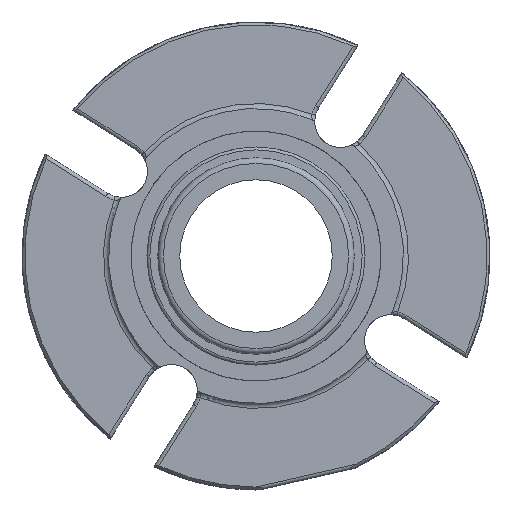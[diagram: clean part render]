
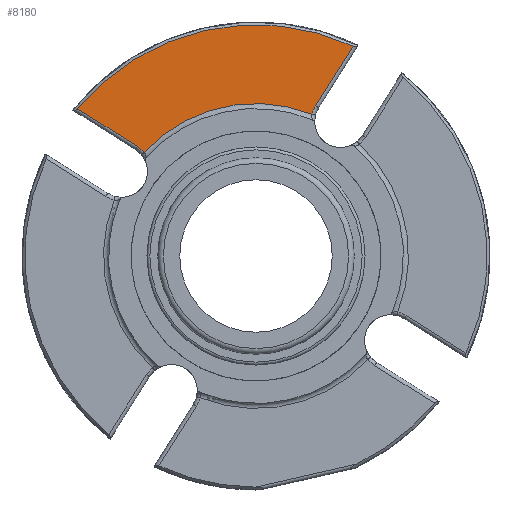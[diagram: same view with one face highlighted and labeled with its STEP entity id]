
A CAD part, left-side view. The second image highlights one B-rep face of the part: STEP entity #8180.
In plain terms, the highlighted planar face has unit normal (-1, 0, 0).
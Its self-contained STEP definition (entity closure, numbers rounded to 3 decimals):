
#937=LINE('',#15824,#1426);
#976=LINE('',#16132,#1465);
#1426=VECTOR('',#10193,1000.);
#1465=VECTOR('',#10370,1000.);
#1704=PLANE('',#8800);
#3181=ORIENTED_EDGE('',*,*,#4938,.T.);
#3182=ORIENTED_EDGE('',*,*,#4932,.F.);
#3183=ORIENTED_EDGE('',*,*,#5042,.T.);
#3184=ORIENTED_EDGE('',*,*,#5043,.T.);
#3185=ORIENTED_EDGE('',*,*,#5044,.T.);
#3186=ORIENTED_EDGE('',*,*,#5045,.T.);
#4932=EDGE_CURVE('',#5941,#5942,#6405,.T.);
#4938=EDGE_CURVE('',#5947,#5942,#937,.F.);
#5042=EDGE_CURVE('',#5941,#6016,#976,.F.);
#5043=EDGE_CURVE('',#6016,#6017,#6447,.F.);
#5044=EDGE_CURVE('',#6017,#6018,#6448,.F.);
#5045=EDGE_CURVE('',#6018,#5947,#6449,.F.);
#5941=VERTEX_POINT('',#15801);
#5942=VERTEX_POINT('',#15802);
#5947=VERTEX_POINT('',#15825);
#6016=VERTEX_POINT('',#16131);
#6017=VERTEX_POINT('',#16135);
#6018=VERTEX_POINT('',#16137);
#6405=CIRCLE('',#8728,62.611);
#6447=CIRCLE('',#8801,8.);
#6448=CIRCLE('',#8802,41.3);
#6449=CIRCLE('',#8803,8.);
#6927=EDGE_LOOP('',(#3181,#3182,#3183,#3184,#3185,#3186));
#7490=FACE_BOUND('',#6927,.T.);
#8180=ADVANCED_FACE('',(#7490),#1704,.T.);
#8728=AXIS2_PLACEMENT_3D('',#15800,#10186,#10187);
#8800=AXIS2_PLACEMENT_3D('',#16133,#10371,#10372);
#8801=AXIS2_PLACEMENT_3D('',#16134,#10373,#10374);
#8802=AXIS2_PLACEMENT_3D('',#16136,#10375,#10376);
#8803=AXIS2_PLACEMENT_3D('',#16138,#10377,#10378);
#10186=DIRECTION('',(1.,0.,0.));
#10187=DIRECTION('',(0.,-0.975,0.222));
#10193=DIRECTION('',(0.,0.533,-0.846));
#10370=DIRECTION('',(0.,0.846,0.533));
#10371=DIRECTION('',(-1.,0.,0.));
#10372=DIRECTION('',(0.,-0.222,-0.975));
#10373=DIRECTION('',(-1.,0.,0.));
#10374=DIRECTION('',(0.,-0.222,-0.975));
#10375=DIRECTION('',(-1.,0.,0.));
#10376=DIRECTION('',(0.,-0.222,-0.975));
#10377=DIRECTION('',(-1.,0.,0.));
#10378=DIRECTION('',(0.,-0.222,-0.975));
#15800=CARTESIAN_POINT('',(-8.103,0.,0.));
#15801=CARTESIAN_POINT('',(-8.103,48.295,39.846));
#15802=CARTESIAN_POINT('',(-8.103,-26.305,56.817));
#15824=CARTESIAN_POINT('',(-8.103,-27.382,58.528));
#15825=CARTESIAN_POINT('',(-8.103,-16.133,40.654));
#16131=CARTESIAN_POINT('',(-8.103,32.132,29.674));
#16132=CARTESIAN_POINT('',(-8.103,32.132,29.674));
#16133=CARTESIAN_POINT('',(-8.103,8.829,38.808));
#16134=CARTESIAN_POINT('',(-8.103,36.393,22.903));
#16135=CARTESIAN_POINT('',(-8.103,30.29,28.076));
#16136=CARTESIAN_POINT('',(-8.103,0.,0.));
#16137=CARTESIAN_POINT('',(-8.103,-15.163,38.416));
#16138=CARTESIAN_POINT('',(-8.103,-22.903,36.393));
